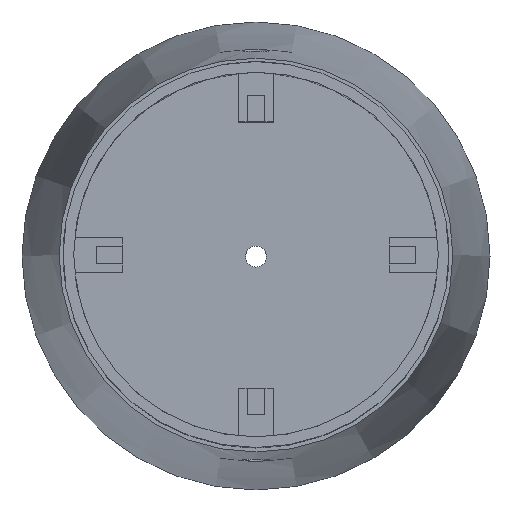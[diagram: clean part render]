
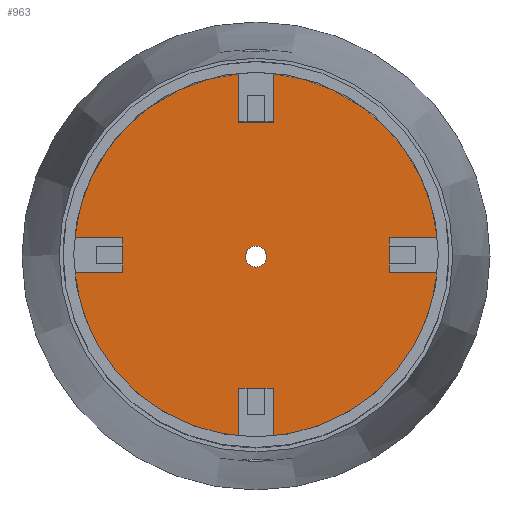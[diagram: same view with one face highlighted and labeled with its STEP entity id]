
A CAD part, top view. The second image highlights one B-rep face of the part: STEP entity #963.
In plain terms, the highlighted planar face has unit normal (0, 0, 1).
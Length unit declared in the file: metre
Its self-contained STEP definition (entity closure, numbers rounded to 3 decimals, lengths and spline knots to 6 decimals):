
#16=PLANE('',#1055);
#75=CIRCLE('',#1044,0.0015);
#79=CIRCLE('',#1054,0.029863);
#322=ORIENTED_EDGE('',*,*,#571,.T.);
#323=ORIENTED_EDGE('',*,*,#567,.F.);
#567=EDGE_CURVE('',#695,#695,#75,.T.);
#571=EDGE_CURVE('',#699,#699,#79,.T.);
#695=VERTEX_POINT('',#1588);
#699=VERTEX_POINT('',#1602);
#804=EDGE_LOOP('',(#322));
#805=EDGE_LOOP('',(#323));
#890=FACE_BOUND('',#804,.T.);
#891=FACE_BOUND('',#805,.T.);
#963=ADVANCED_FACE('',(#890,#891),#16,.T.);
#1044=AXIS2_PLACEMENT_3D('',#1587,#1158,#1159);
#1054=AXIS2_PLACEMENT_3D('',#1601,#1178,#1179);
#1055=AXIS2_PLACEMENT_3D('',#1603,#1180,#1181);
#1158=DIRECTION('',(0.,0.,1.));
#1159=DIRECTION('',(1.,0.,0.));
#1178=DIRECTION('',(0.,0.,1.));
#1179=DIRECTION('',(1.,0.,0.));
#1180=DIRECTION('',(0.,0.,1.));
#1181=DIRECTION('',(1.,0.,0.));
#1587=CARTESIAN_POINT('',(0.,0.,-0.0478));
#1588=CARTESIAN_POINT('',(0.0015,0.,-0.0478));
#1601=CARTESIAN_POINT('',(0.,0.,-0.0478));
#1602=CARTESIAN_POINT('',(0.029863,0.,-0.0478));
#1603=CARTESIAN_POINT('',(0.022772,0.,-0.0478));
